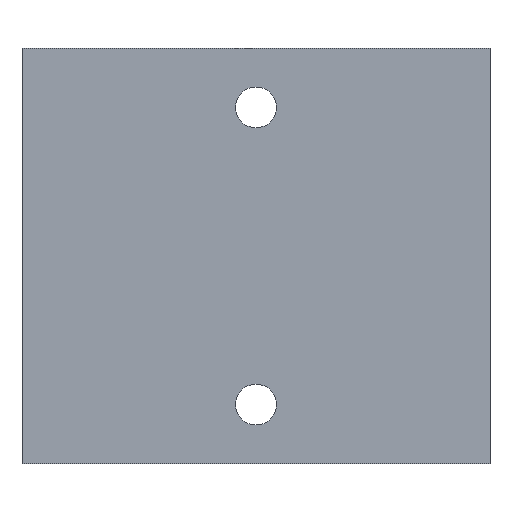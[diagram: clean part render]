
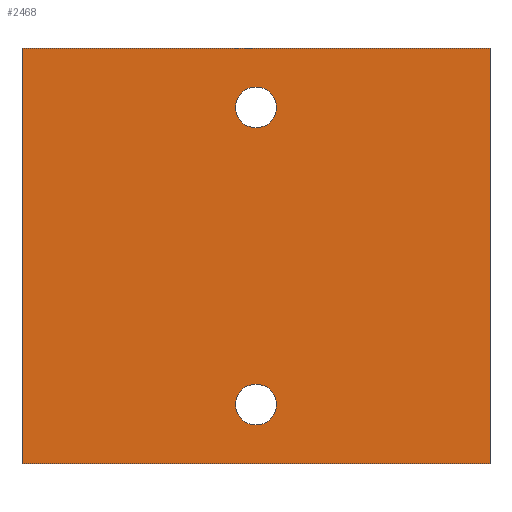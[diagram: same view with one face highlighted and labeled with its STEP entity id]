
A CAD part, left-side view. The second image highlights one B-rep face of the part: STEP entity #2468.
In plain terms, the highlighted planar face has unit normal (-1, 0, 0).
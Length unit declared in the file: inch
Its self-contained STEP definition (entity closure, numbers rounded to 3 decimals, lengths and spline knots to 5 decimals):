
#17=DIRECTION('',(0.,-1.,0.));
#18=VECTOR('',#17,3.938);
#19=CARTESIAN_POINT('',(0.,0.,0.));
#20=LINE('',#19,#18);
#598=DIRECTION('',(0.,0.,1.));
#599=VECTOR('',#598,3.5);
#600=CARTESIAN_POINT('',(0.,-3.938,0.));
#601=LINE('',#600,#599);
#622=DIRECTION('',(0.,0.,1.));
#623=VECTOR('',#622,3.5);
#624=CARTESIAN_POINT('',(0.,0.,0.));
#625=LINE('',#624,#623);
#626=CARTESIAN_POINT('',(0.,-1.969,3.));
#627=DIRECTION('',(1.,0.,0.));
#628=DIRECTION('',(0.,0.,-1.));
#629=AXIS2_PLACEMENT_3D('',#626,#627,#628);
#631=CARTESIAN_POINT('',(0.,-1.969,3.));
#632=DIRECTION('',(1.,0.,0.));
#633=DIRECTION('',(0.,0.,1.));
#634=AXIS2_PLACEMENT_3D('',#631,#632,#633);
#636=CARTESIAN_POINT('',(0.,-1.969,0.5));
#637=DIRECTION('',(1.,0.,0.));
#638=DIRECTION('',(0.,0.,-1.));
#639=AXIS2_PLACEMENT_3D('',#636,#637,#638);
#641=CARTESIAN_POINT('',(0.,-1.969,0.5));
#642=DIRECTION('',(1.,0.,0.));
#643=DIRECTION('',(0.,0.,1.));
#644=AXIS2_PLACEMENT_3D('',#641,#642,#643);
#1378=DIRECTION('',(0.,-1.,0.));
#1379=VECTOR('',#1378,3.938);
#1380=CARTESIAN_POINT('',(0.,0.,3.5));
#1381=LINE('',#1380,#1379);
#1716=CARTESIAN_POINT('',(0.,0.,0.));
#1717=CARTESIAN_POINT('',(0.,-3.938,0.));
#1718=VERTEX_POINT('',#1716);
#1719=VERTEX_POINT('',#1717);
#1724=CARTESIAN_POINT('',(0.,0.,3.5));
#1725=CARTESIAN_POINT('',(0.,-3.938,3.5));
#1726=VERTEX_POINT('',#1724);
#1727=VERTEX_POINT('',#1725);
#1849=CARTESIAN_POINT('',(0.,-1.969,2.828));
#1850=CARTESIAN_POINT('',(0.,-1.969,3.172));
#1851=VERTEX_POINT('',#1849);
#1852=VERTEX_POINT('',#1850);
#1857=CARTESIAN_POINT('',(0.,-1.969,0.328));
#1858=CARTESIAN_POINT('',(0.,-1.969,0.672));
#1859=VERTEX_POINT('',#1857);
#1860=VERTEX_POINT('',#1858);
#2443=CARTESIAN_POINT('',(0.,0.,0.));
#2444=DIRECTION('',(-1.,0.,0.));
#2445=DIRECTION('',(0.,-1.,0.));
#2446=AXIS2_PLACEMENT_3D('',#2443,#2444,#2445);
#2447=PLANE('',#2446);
#2448=ORIENTED_EDGE('',*,*,#2016,.F.);
#2450=ORIENTED_EDGE('',*,*,#2449,.T.);
#2452=ORIENTED_EDGE('',*,*,#2451,.T.);
#2453=ORIENTED_EDGE('',*,*,#2419,.F.);
#2454=EDGE_LOOP('',(#2448,#2450,#2452,#2453));
#2455=FACE_OUTER_BOUND('',#2454,.F.);
#2457=ORIENTED_EDGE('',*,*,#2456,.F.);
#2459=ORIENTED_EDGE('',*,*,#2458,.F.);
#2460=EDGE_LOOP('',(#2457,#2459));
#2461=FACE_BOUND('',#2460,.F.);
#2463=ORIENTED_EDGE('',*,*,#2462,.F.);
#2465=ORIENTED_EDGE('',*,*,#2464,.F.);
#2466=EDGE_LOOP('',(#2463,#2465));
#2467=FACE_BOUND('',#2466,.F.);
#2468=ADVANCED_FACE('',(#2455,#2461,#2467),#2447,.T.);
#630=CIRCLE('',#629,0.172);
#635=CIRCLE('',#634,0.172);
#640=CIRCLE('',#639,0.172);
#645=CIRCLE('',#644,0.172);
#2016=EDGE_CURVE('',#1718,#1719,#20,.T.);
#2419=EDGE_CURVE('',#1719,#1727,#601,.T.);
#2449=EDGE_CURVE('',#1718,#1726,#625,.T.);
#2451=EDGE_CURVE('',#1726,#1727,#1381,.T.);
#2456=EDGE_CURVE('',#1851,#1852,#630,.T.);
#2458=EDGE_CURVE('',#1852,#1851,#635,.T.);
#2462=EDGE_CURVE('',#1859,#1860,#640,.T.);
#2464=EDGE_CURVE('',#1860,#1859,#645,.T.);
